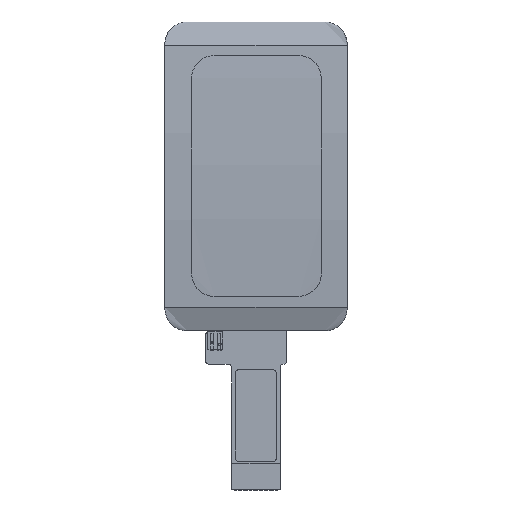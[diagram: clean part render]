
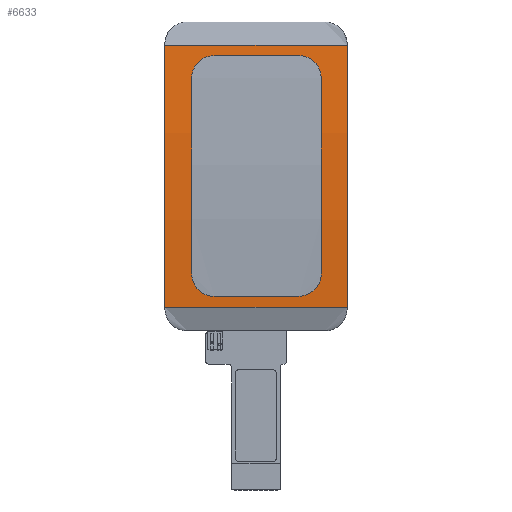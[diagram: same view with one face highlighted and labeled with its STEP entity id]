
A CAD part, top view. The second image highlights one B-rep face of the part: STEP entity #6633.
In plain terms, the highlighted free-form (B-spline) face has degree [2, 1] with [3, 2] control points.
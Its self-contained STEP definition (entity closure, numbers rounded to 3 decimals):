
#328 = ORIENTED_EDGE ( 'NONE', *, *, #1182, .T. ) ;
#341 = CARTESIAN_POINT ( 'NONE',  ( 1049.508, 288.203, 24.5 ) ) ;
#437 = CARTESIAN_POINT ( 'NONE',  ( 1049.508, 323.405, 0. ) ) ;
#463 = B_SPLINE_CURVE_WITH_KNOTS ( 'NONE', 2,
 ( #437, #7832, #8663 ),
 .UNSPECIFIED., .F., .F.,
 ( 3, 3 ),
 ( 0., 1. ),
 .UNSPECIFIED. ) ;
#1182 = EDGE_CURVE ( 'NONE', #1344, #3666, #4534, .T. ) ;
#1344 = VERTEX_POINT ( 'NONE', #2551 ) ;
#1433 = ORIENTED_EDGE ( 'NONE', *, *, #7111, .F. ) ;
#1522 = CARTESIAN_POINT ( 'NONE',  ( 1049.508, 288.203, 0. ) ) ;
#1572 = CARTESIAN_POINT ( 'NONE',  ( 1047.874, 305.807, 0. ) ) ;
#1829 = CARTESIAN_POINT ( 'NONE',  ( 1049.508, 288.203, 24.5 ) ) ;
#2020 = DIRECTION ( 'NONE',  ( 0., 0., -1. ) ) ;
#2551 = CARTESIAN_POINT ( 'NONE',  ( 1049.508, 323.405, 24.5 ) ) ;
#2553 = CARTESIAN_POINT ( 'NONE',  ( 1049.508, 323.405, 24.5 ) ) ;
#2797 = CARTESIAN_POINT ( 'NONE',  ( 1047.874, 305.807, 24.5 ) ) ;
#2910 = VECTOR ( 'NONE', #6710, 1000. ) ;
#3003 = B_SPLINE_CURVE_WITH_KNOTS ( 'NONE', 2,
 ( #7921, #2797, #9223 ),
 .UNSPECIFIED., .F., .F.,
 ( 3, 3 ),
 ( 0., 1. ),
 .UNSPECIFIED. ) ;
#3253 = CARTESIAN_POINT ( 'NONE',  ( 1047.874, 305.807, 24.5 ) ) ;
#3596 = VECTOR ( 'NONE', #2020, 1000. ) ;
#3666 = VERTEX_POINT ( 'NONE', #5230 ) ;
#4031 = CARTESIAN_POINT ( 'NONE',  ( 1049.508, 323.405, 0. ) ) ;
#4435 = CARTESIAN_POINT ( 'NONE',  ( 1049.508, 323.405, 24.5 ) ) ;
#4534 = LINE ( 'NONE', #4435, #2910 ) ;
#5193 = VERTEX_POINT ( 'NONE', #1522 ) ;
#5230 = CARTESIAN_POINT ( 'NONE',  ( 1049.508, 323.405, 0. ) ) ;
#5908 = EDGE_LOOP ( 'NONE', ( #6876, #8080, #1433, #328 ) ) ;
#6204 = CARTESIAN_POINT ( 'NONE',  ( 1049.508, 288.203, 0. ) ) ;
#6209 = EDGE_CURVE ( 'NONE', #6520, #5193, #9221, .T. ) ;
#6497 = B_SPLINE_SURFACE_WITH_KNOTS ( 'NONE', 2, 1, ( 
 ( #2553, #4031 ),
 ( #3253, #1572 ),
 ( #341, #6204 ) ),
 .UNSPECIFIED., .F., .F., .F.,
 ( 3, 3 ),
 ( 2, 2 ),
 ( 0., 1. ),
 ( 0., 1. ),
 .UNSPECIFIED. ) ;
#6520 = VERTEX_POINT ( 'NONE', #7140 ) ;
#6633 = ADVANCED_FACE ( 'NONE', ( #7702 ), #6497, .F. ) ;
#6710 = DIRECTION ( 'NONE',  ( 0., 0., -1. ) ) ;
#6802 = EDGE_CURVE ( 'NONE', #3666, #5193, #463, .T. ) ;
#6876 = ORIENTED_EDGE ( 'NONE', *, *, #6802, .T. ) ;
#7111 = EDGE_CURVE ( 'NONE', #1344, #6520, #3003, .T. ) ;
#7140 = CARTESIAN_POINT ( 'NONE',  ( 1049.508, 288.203, 24.5 ) ) ;
#7702 = FACE_OUTER_BOUND ( 'NONE', #5908, .T. ) ;
#7832 = CARTESIAN_POINT ( 'NONE',  ( 1047.874, 305.807, 0. ) ) ;
#7921 = CARTESIAN_POINT ( 'NONE',  ( 1049.508, 323.405, 24.5 ) ) ;
#8080 = ORIENTED_EDGE ( 'NONE', *, *, #6209, .F. ) ;
#8663 = CARTESIAN_POINT ( 'NONE',  ( 1049.508, 288.203, 0. ) ) ;
#9221 = LINE ( 'NONE', #1829, #3596 ) ;
#9223 = CARTESIAN_POINT ( 'NONE',  ( 1049.508, 288.203, 24.5 ) ) ;
